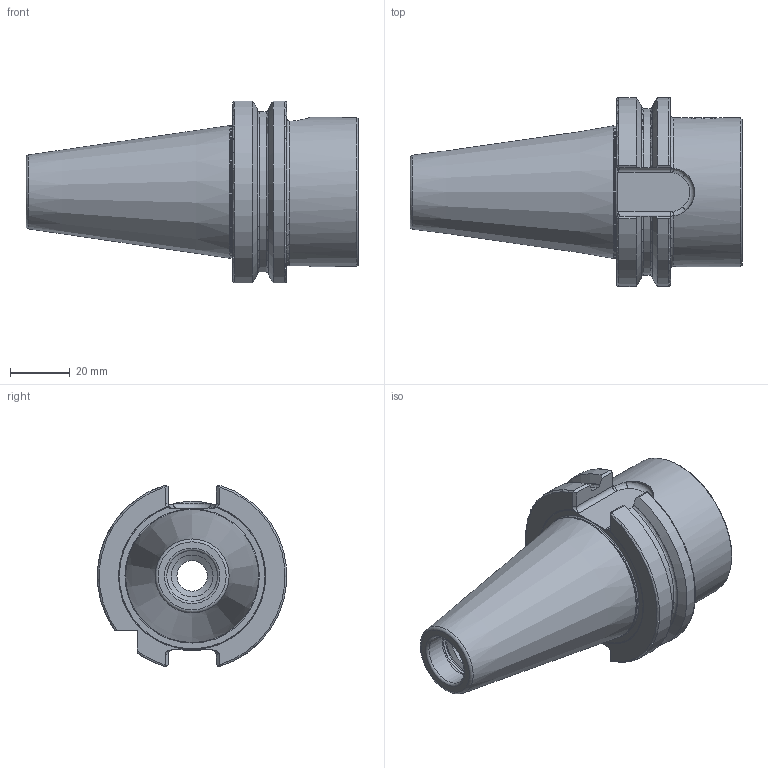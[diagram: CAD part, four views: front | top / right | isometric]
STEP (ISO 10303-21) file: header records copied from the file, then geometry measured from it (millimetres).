
FILE_DESCRIPTION (( 'STEP AP214' ), '1' );
FILE_NAME ('SP4.ST5.K01.043.STEP', '2020-04-15T12:18:19', ( '' ), ( '' ), 'SwSTEP 2.0', 'SolidWorks 2017', '' );
FILE_SCHEMA (( 'AUTOMOTIVE_DESIGN' ));
Length unit declared in the file: millimetre
Products named in the file (4): SP4-ST5.K01.043_A_Fertigbearbeitung; ST5-ER1.001.012_A; DIN 3771 - 25x2; SP4.ST5.K01.043
Assembly tree (3 placements, depth 2):
  SP4.ST5.K01.043
    SP4-ST5.K01.043_A_Fertigbearbeitung
    ST5-ER1.001.012_A
    DIN 3771 - 25x2
Bounding box: 111.25 x 63.37 x 60.94 mm (x, y, z)
Volume: 132672.1 mm3; surface area: 27666.3 mm2
Topology: 3 solids, 3 shells, 147 faces, 378 edges, 236 vertices
Faces by surface type: plane 56, cylinder 36, torus 29, cone 20, bspline 6
Full cylindrical faces by diameter (mm): 5 x1, 9 x1, 10 x1, 10.2 x1, 14 x1, 17 x1, 17.45 x1, 28 x1, 29 x1, 44.2 x1, 44.45 x1, 50 x1
Entity records: 5185 total; most frequent: CARTESIAN_POINT 1767, ORIENTED_EDGE 668, DIRECTION 636, EDGE_CURVE 334, AXIS2_PLACEMENT_3D 257, VERTEX_POINT 227, EDGE_LOOP 185, FACE_OUTER_BOUND 166
